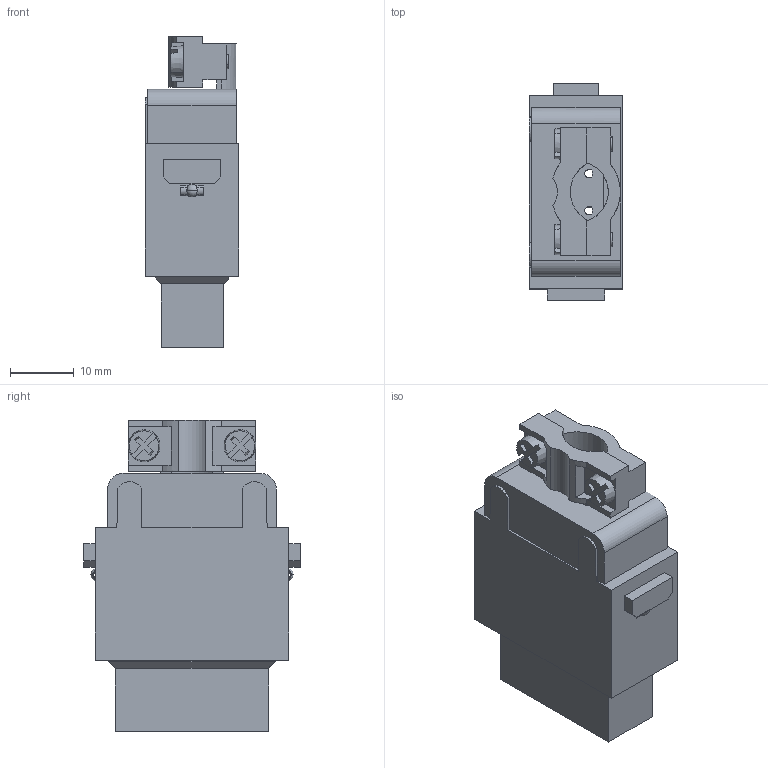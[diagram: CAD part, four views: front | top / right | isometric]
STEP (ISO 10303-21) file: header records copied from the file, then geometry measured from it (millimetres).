
FILE_DESCRIPTION(('CATIA V5 STEP Exchange','CAx-IF Rec.Pracs.--- Model Styling and Organization---1.5--- 2016-08-15','CAx-IF Rec.Pracs.---Supplemental Geometry---1.0---2011-11-01','CAx-IF Rec.Pracs.--- Composite Materials ---1.1---2010-07-15'),'2;1');
FILE_NAME ('2066152-2_3', '2025-11-24T07:39:50+00:00', ('none'), ('Weidmueller'), 'CATIA Version 5-6 Release 2024 SP4', 'CATIA V5 STEP AP214 v3', 'none');
FILE_SCHEMA(('AUTOMOTIVE_DESIGN { 1 0 10303 214 1 1 1 1 }'));
Length unit declared in the file: millimetre
Products named in the file (1): 3092810000
Bounding box: 14.6 x 33.85 x 48.7 mm (x, y, z)
Volume: 13777.4 mm3; surface area: 7143.4 mm2
Topology: 2 solids, 2 shells, 225 faces, 660 edges, 435 vertices
Faces by surface type: plane 181, cylinder 36, torus 4, cone 4
Entity records: 7337 total; most frequent: CARTESIAN_POINT 1752, ORIENTED_EDGE 1300, DIRECTION 886, EDGE_CURVE 650, VECTOR 507, LINE 507, VERTEX_POINT 432, EDGE_LOOP 250
